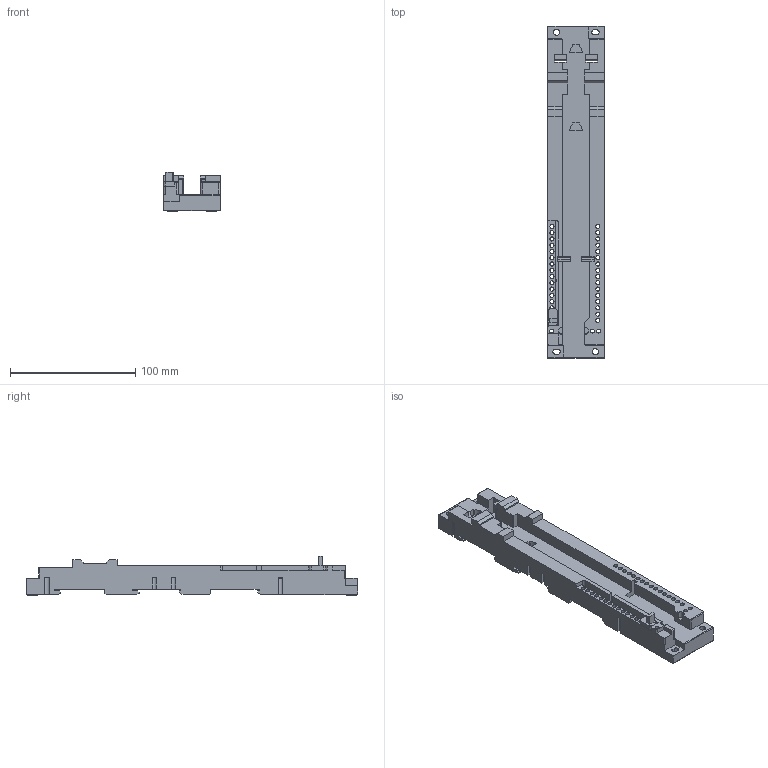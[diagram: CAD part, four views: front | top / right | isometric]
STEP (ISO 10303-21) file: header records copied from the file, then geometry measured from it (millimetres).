
FILE_DESCRIPTION(('STEP AP214'),'1');
FILE_NAME('cctmp_E4698535-5DD1-4103-827E-0BE8A3D7C21B_2023_07_18_13_00_01_0214..stp','2023-07-18T11:00:01',('SIEMENS A&D'),('CADClick - www.CADClick.com'),'Spatial InterOp 3D postprocessed',' ','unknown authorization');
FILE_SCHEMA(('AUTOMOTIVE_DESIGN'));
Length unit declared in the file: millimetre
Products named in the file (1): 2023_07_18_13_00_01_0198
Bounding box: 45 x 265 x 31.3 mm (x, y, z)
Volume: 179681.5 mm3; surface area: 55267.7 mm2
Topology: 1 solids, 1 shells, 325 faces, 984 edges, 654 vertices
Faces by surface type: plane 186, cylinder 139
Entity records: 18866 total; most frequent: CARTESIAN_POINT 2041, ORIENTED_EDGE 1968, STYLED_ITEM 1964, PRESENTATION_STYLE_ASSIGNMENT 1964, DIRECTION 1923, EDGE_CURVE 984, CURVE_STYLE 984, DRAUGHTING_PRE_DEFINED_CURVE_FONT 984
